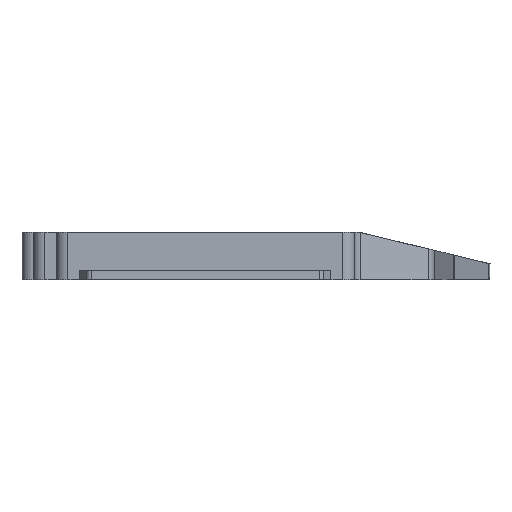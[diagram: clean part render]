
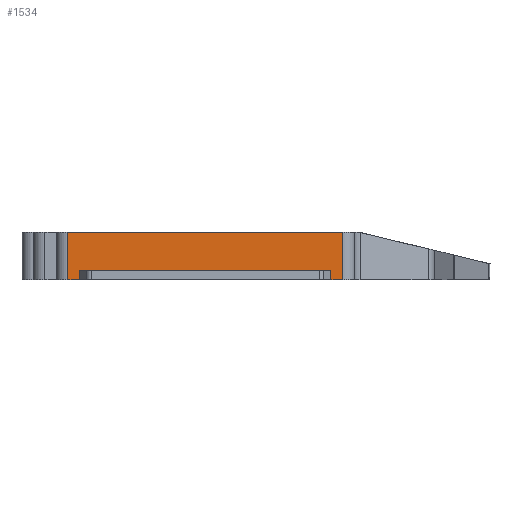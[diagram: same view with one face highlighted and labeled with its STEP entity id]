
A CAD part, left-side view. The second image highlights one B-rep face of the part: STEP entity #1534.
In plain terms, the highlighted planar face has unit normal (-1, 0, 0).
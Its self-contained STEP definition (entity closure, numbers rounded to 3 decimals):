
#380 = VERTEX_POINT('',#381);
#381 = CARTESIAN_POINT('',(-158.4,-66.93,0.));
#388 = EDGE_CURVE('',#389,#380,#391,.T.);
#389 = VERTEX_POINT('',#390);
#390 = CARTESIAN_POINT('',(-158.4,-9.54,0.));
#391 = LINE('',#392,#393);
#392 = CARTESIAN_POINT('',(-158.4,-9.54,0.));
#393 = VECTOR('',#394,1.);
#394 = DIRECTION('',(-0.,-1.,-0.));
#633 = VERTEX_POINT('',#634);
#634 = CARTESIAN_POINT('',(-158.4,-66.93,-10.));
#641 = EDGE_CURVE('',#642,#633,#644,.T.);
#642 = VERTEX_POINT('',#643);
#643 = CARTESIAN_POINT('',(-158.4,-64.43,-10.));
#644 = LINE('',#645,#646);
#645 = CARTESIAN_POINT('',(-158.4,-9.54,-10.));
#646 = VECTOR('',#647,1.);
#647 = DIRECTION('',(-0.,-1.,-0.));
#650 = VERTEX_POINT('',#651);
#651 = CARTESIAN_POINT('',(-158.4,-12.04,-10.));
#657 = EDGE_CURVE('',#658,#650,#660,.T.);
#658 = VERTEX_POINT('',#659);
#659 = CARTESIAN_POINT('',(-158.4,-9.54,-10.));
#660 = LINE('',#661,#662);
#661 = CARTESIAN_POINT('',(-158.4,-9.54,-10.));
#662 = VECTOR('',#663,1.);
#663 = DIRECTION('',(-0.,-1.,-0.));
#1521 = EDGE_CURVE('',#389,#658,#1522,.T.);
#1522 = LINE('',#1523,#1524);
#1523 = CARTESIAN_POINT('',(-158.4,-9.54,0.));
#1524 = VECTOR('',#1525,1.);
#1525 = DIRECTION('',(0.,0.,-1.));
#1534 = ADVANCED_FACE('',(#1535),#1569,.F.);
#1535 = FACE_BOUND('',#1536,.T.);
#1536 = EDGE_LOOP('',(#1537,#1538,#1539,#1540,#1548,#1556,#1562,#1563));
#1537 = ORIENTED_EDGE('',*,*,#388,.F.);
#1538 = ORIENTED_EDGE('',*,*,#1521,.T.);
#1539 = ORIENTED_EDGE('',*,*,#657,.T.);
#1540 = ORIENTED_EDGE('',*,*,#1541,.T.);
#1541 = EDGE_CURVE('',#650,#1542,#1544,.T.);
#1542 = VERTEX_POINT('',#1543);
#1543 = CARTESIAN_POINT('',(-158.4,-12.04,-8.));
#1544 = LINE('',#1545,#1546);
#1545 = CARTESIAN_POINT('',(-158.4,-12.04,-10.));
#1546 = VECTOR('',#1547,1.);
#1547 = DIRECTION('',(0.,0.,1.));
#1548 = ORIENTED_EDGE('',*,*,#1549,.F.);
#1549 = EDGE_CURVE('',#1550,#1542,#1552,.T.);
#1550 = VERTEX_POINT('',#1551);
#1551 = CARTESIAN_POINT('',(-158.4,-64.43,-8.));
#1552 = LINE('',#1553,#1554);
#1553 = CARTESIAN_POINT('',(-158.4,-64.43,-8.));
#1554 = VECTOR('',#1555,1.);
#1555 = DIRECTION('',(0.,1.,0.));
#1556 = ORIENTED_EDGE('',*,*,#1557,.F.);
#1557 = EDGE_CURVE('',#642,#1550,#1558,.T.);
#1558 = LINE('',#1559,#1560);
#1559 = CARTESIAN_POINT('',(-158.4,-64.43,-10.));
#1560 = VECTOR('',#1561,1.);
#1561 = DIRECTION('',(0.,0.,1.));
#1562 = ORIENTED_EDGE('',*,*,#641,.T.);
#1563 = ORIENTED_EDGE('',*,*,#1564,.F.);
#1564 = EDGE_CURVE('',#380,#633,#1565,.T.);
#1565 = LINE('',#1566,#1567);
#1566 = CARTESIAN_POINT('',(-158.4,-66.93,0.));
#1567 = VECTOR('',#1568,1.);
#1568 = DIRECTION('',(0.,0.,-1.));
#1569 = PLANE('',#1570);
#1570 = AXIS2_PLACEMENT_3D('',#1571,#1572,#1573);
#1571 = CARTESIAN_POINT('',(-158.4,-9.54,0.));
#1572 = DIRECTION('',(1.,0.,0.));
#1573 = DIRECTION('',(0.,1.,0.));
